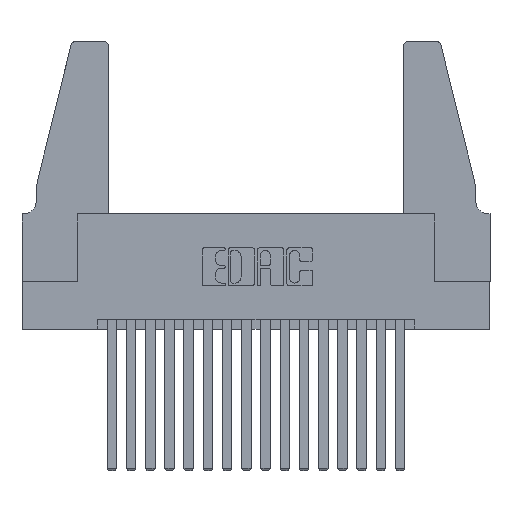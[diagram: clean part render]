
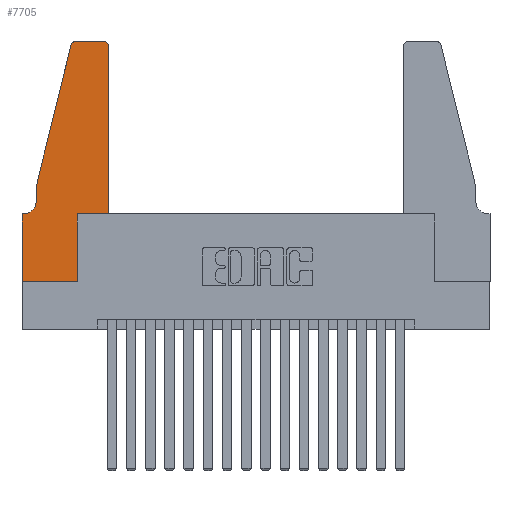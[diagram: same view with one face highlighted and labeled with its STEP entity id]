
A CAD part, top view. The second image highlights one B-rep face of the part: STEP entity #7705.
In plain terms, the highlighted planar face has unit normal (0, 0, 1).
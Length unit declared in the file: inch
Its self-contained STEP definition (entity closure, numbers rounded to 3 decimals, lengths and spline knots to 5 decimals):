
#49 = LINE ( 'NONE', #17387, #7129 ) ;
#134 = CARTESIAN_POINT ( 'NONE',  ( 0.2605, 1.25, 0.37 ) ) ;
#139 = CIRCLE ( 'NONE', #8401, 0.07 ) ;
#165 = VECTOR ( 'NONE', #7012, 39.37008 ) ;
#399 = VERTEX_POINT ( 'NONE', #16232 ) ;
#419 = DIRECTION ( 'NONE',  ( 0., 0., 1. ) ) ;
#571 = ORIENTED_EDGE ( 'NONE', *, *, #4517, .T. ) ;
#590 = VERTEX_POINT ( 'NONE', #10350 ) ;
#737 = VECTOR ( 'NONE', #2835, 39.37008 ) ;
#759 = VERTEX_POINT ( 'NONE', #16989 ) ;
#1005 = EDGE_LOOP ( 'NONE', ( #3263, #5691, #9583, #3386, #10109, #2413, #11719, #571, #4435, #16495, #7268, #1185 ) ) ;
#1060 = LINE ( 'NONE', #4182, #165 ) ;
#1185 = ORIENTED_EDGE ( 'NONE', *, *, #16792, .T. ) ;
#1315 = LINE ( 'NONE', #134, #7932 ) ;
#1445 = DIRECTION ( 'NONE',  ( 0., 0., -1. ) ) ;
#1548 = LINE ( 'NONE', #10045, #8582 ) ;
#1582 = EDGE_CURVE ( 'NONE', #6698, #5576, #1315, .T. ) ;
#1914 = AXIS2_PLACEMENT_3D ( 'NONE', #8836, #419, #10201 ) ;
#2134 = EDGE_CURVE ( 'NONE', #7934, #399, #1548, .T. ) ;
#2413 = ORIENTED_EDGE ( 'NONE', *, *, #13346, .T. ) ;
#2526 = CIRCLE ( 'NONE', #1914, 0.03 ) ;
#2800 = VECTOR ( 'NONE', #6906, 39.37008 ) ;
#2835 = DIRECTION ( 'NONE',  ( 0., 1., 0. ) ) ;
#3263 = ORIENTED_EDGE ( 'NONE', *, *, #1582, .T. ) ;
#3386 = ORIENTED_EDGE ( 'NONE', *, *, #12285, .T. ) ;
#3507 = CARTESIAN_POINT ( 'NONE',  ( 0.2865, 0.35, 0.37 ) ) ;
#3652 = CARTESIAN_POINT ( 'NONE',  ( 0.0755, 0.35, 0.37 ) ) ;
#4159 = VECTOR ( 'NONE', #6482, 39.37008 ) ;
#4182 = CARTESIAN_POINT ( 'NONE',  ( 0.0755, 0.5, 0.37 ) ) ;
#4318 = AXIS2_PLACEMENT_3D ( 'NONE', #7646, #17298, #9040 ) ;
#4357 = VERTEX_POINT ( 'NONE', #7893 ) ;
#4392 = CARTESIAN_POINT ( 'NONE',  ( 0.284, 1.25, 0.37 ) ) ;
#4435 = ORIENTED_EDGE ( 'NONE', *, *, #17465, .T. ) ;
#4517 = EDGE_CURVE ( 'NONE', #590, #759, #10226, .T. ) ;
#4554 = CARTESIAN_POINT ( 'NONE',  ( 0.0755, 0.5, 0.37 ) ) ;
#4595 = VERTEX_POINT ( 'NONE', #11116 ) ;
#4814 = EDGE_CURVE ( 'NONE', #11015, #4595, #139, .T. ) ;
#5135 = DIRECTION ( 'NONE',  ( 0., 1., 0. ) ) ;
#5576 = VERTEX_POINT ( 'NONE', #4392 ) ;
#5691 = ORIENTED_EDGE ( 'NONE', *, *, #6225, .T. ) ;
#5933 = VERTEX_POINT ( 'NONE', #8244 ) ;
#6225 = EDGE_CURVE ( 'NONE', #5576, #4357, #2526, .T. ) ;
#6482 = DIRECTION ( 'NONE',  ( -0.239, -0.971, 0. ) ) ;
#6698 = VERTEX_POINT ( 'NONE', #9773 ) ;
#6722 = VECTOR ( 'NONE', #5135, 39.37008 ) ;
#6837 = CARTESIAN_POINT ( 'NONE',  ( 0., 0., 0.37 ) ) ;
#6906 = DIRECTION ( 'NONE',  ( 1., 0., 0. ) ) ;
#7012 = DIRECTION ( 'NONE',  ( 0., -1., 0. ) ) ;
#7059 = EDGE_CURVE ( 'NONE', #7647, #590, #49, .T. ) ;
#7129 = VECTOR ( 'NONE', #11891, 39.37008 ) ;
#7268 = ORIENTED_EDGE ( 'NONE', *, *, #16528, .T. ) ;
#7611 = LINE ( 'NONE', #12070, #6722 ) ;
#7646 = CARTESIAN_POINT ( 'NONE',  ( 0., 0.35, 0.37 ) ) ;
#7647 = VERTEX_POINT ( 'NONE', #11611 ) ;
#7705 = ADVANCED_FACE ( 'NONE', ( #17899 ), #15921, .T. ) ;
#7893 = CARTESIAN_POINT ( 'NONE',  ( 0.25487, 1.22718, 0.37 ) ) ;
#7932 = VECTOR ( 'NONE', #8567, 39.37008 ) ;
#7934 = VERTEX_POINT ( 'NONE', #3507 ) ;
#8219 = CARTESIAN_POINT ( 'NONE',  ( 0.4205, 1.22, 0.37 ) ) ;
#8225 = LINE ( 'NONE', #12608, #737 ) ;
#8244 = CARTESIAN_POINT ( 'NONE',  ( 0.4505, 1.22, 0.37 ) ) ;
#8397 = CARTESIAN_POINT ( 'NONE',  ( 0.0755, 0.42, 0.37 ) ) ;
#8401 = AXIS2_PLACEMENT_3D ( 'NONE', #9835, #1445, #11218 ) ;
#8567 = DIRECTION ( 'NONE',  ( -1., 0., 0. ) ) ;
#8582 = VECTOR ( 'NONE', #11435, 39.37008 ) ;
#8836 = CARTESIAN_POINT ( 'NONE',  ( 0.284, 1.22, 0.37 ) ) ;
#9040 = DIRECTION ( 'NONE',  ( 1., 0., 0. ) ) ;
#9583 = ORIENTED_EDGE ( 'NONE', *, *, #11361, .T. ) ;
#9585 = DIRECTION ( 'NONE',  ( 1., 0., 0. ) ) ;
#9773 = CARTESIAN_POINT ( 'NONE',  ( 0.4205, 1.25, 0.37 ) ) ;
#9835 = CARTESIAN_POINT ( 'NONE',  ( 0.0055, 0.42, 0.37 ) ) ;
#10045 = CARTESIAN_POINT ( 'NONE',  ( 0.4505, 0.35, 0.37 ) ) ;
#10109 = ORIENTED_EDGE ( 'NONE', *, *, #4814, .T. ) ;
#10201 = DIRECTION ( 'NONE',  ( 1., 0., 0. ) ) ;
#10226 = LINE ( 'NONE', #6837, #2800 ) ;
#10350 = CARTESIAN_POINT ( 'NONE',  ( 0., 0., 0.37 ) ) ;
#11015 = VERTEX_POINT ( 'NONE', #8397 ) ;
#11116 = CARTESIAN_POINT ( 'NONE',  ( 0.0055, 0.35, 0.37 ) ) ;
#11218 = DIRECTION ( 'NONE',  ( -1., 0., 0. ) ) ;
#11361 = EDGE_CURVE ( 'NONE', #4357, #11776, #18030, .T. ) ;
#11435 = DIRECTION ( 'NONE',  ( 1., 0., 0. ) ) ;
#11611 = CARTESIAN_POINT ( 'NONE',  ( 0., 0.35, 0.37 ) ) ;
#11719 = ORIENTED_EDGE ( 'NONE', *, *, #7059, .T. ) ;
#11776 = VERTEX_POINT ( 'NONE', #4554 ) ;
#11891 = DIRECTION ( 'NONE',  ( 0., -1., 0. ) ) ;
#12070 = CARTESIAN_POINT ( 'NONE',  ( 0.4505, 0.35, 0.37 ) ) ;
#12285 = EDGE_CURVE ( 'NONE', #11776, #11015, #1060, .T. ) ;
#12608 = CARTESIAN_POINT ( 'NONE',  ( 0.2865, 0.35, 0.37 ) ) ;
#12998 = CIRCLE ( 'NONE', #14199, 0.03 ) ;
#13346 = EDGE_CURVE ( 'NONE', #4595, #7647, #16069, .T. ) ;
#14199 = AXIS2_PLACEMENT_3D ( 'NONE', #8219, #17858, #9585 ) ;
#14782 = CARTESIAN_POINT ( 'NONE',  ( 0.0755, 0.5, 0.37 ) ) ;
#15623 = VECTOR ( 'NONE', #16228, 39.37008 ) ;
#15921 = PLANE ( 'NONE',  #4318 ) ;
#16069 = LINE ( 'NONE', #3652, #15623 ) ;
#16228 = DIRECTION ( 'NONE',  ( -1., 0., 0. ) ) ;
#16232 = CARTESIAN_POINT ( 'NONE',  ( 0.4505, 0.35, 0.37 ) ) ;
#16495 = ORIENTED_EDGE ( 'NONE', *, *, #2134, .T. ) ;
#16528 = EDGE_CURVE ( 'NONE', #399, #5933, #7611, .T. ) ;
#16792 = EDGE_CURVE ( 'NONE', #5933, #6698, #12998, .T. ) ;
#16989 = CARTESIAN_POINT ( 'NONE',  ( 0.2865, 0., 0.37 ) ) ;
#17298 = DIRECTION ( 'NONE',  ( 0., 0., 1. ) ) ;
#17387 = CARTESIAN_POINT ( 'NONE',  ( 0., 0., 0.37 ) ) ;
#17465 = EDGE_CURVE ( 'NONE', #759, #7934, #8225, .T. ) ;
#17858 = DIRECTION ( 'NONE',  ( 0., 0., 1. ) ) ;
#17899 = FACE_OUTER_BOUND ( 'NONE', #1005, .T. ) ;
#18030 = LINE ( 'NONE', #14782, #4159 ) ;
